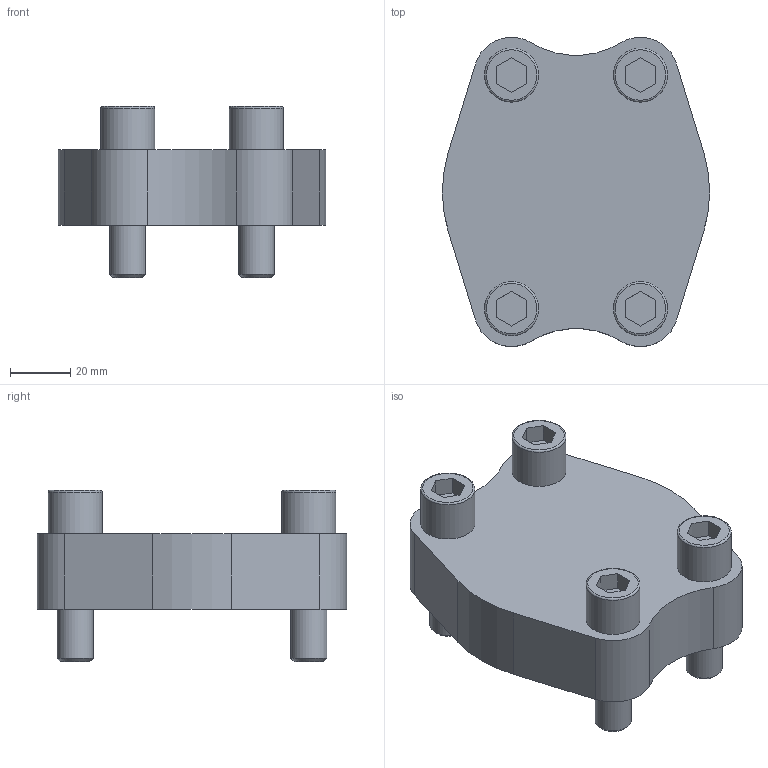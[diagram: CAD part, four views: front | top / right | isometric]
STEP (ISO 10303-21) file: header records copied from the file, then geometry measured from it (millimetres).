
FILE_DESCRIPTION(/* description */ ('STEP AP203'),/* implementation_level */ '2;1');
FILE_NAME(/* name */ 'SAE-Blind Flange AFB 51-3-01',/* time_stamp */ '2023-05-02T11:07:21+02:00',/* author */ ('License CC BY-ND 4.0'),/* organization */ ('CADENAS'),/* preprocessor_version */ 'ST-DEVELOPER v19.3',/* originating_system */ 'PARTsolutions',/* authorisation */ ' ');
FILE_SCHEMA (('CONFIG_CONTROL_DESIGN'));
Length unit declared in the file: millimetre
Products named in the file (1): SAE-Blindflansch AFB 51-3-01
Bounding box: 89 x 102.97 x 57 mm (x, y, z)
Volume: 207181.9 mm3; surface area: 41901.3 mm2
Topology: 1 solids, 1 shells, 88 faces, 187 edges, 123 vertices
Faces by surface type: plane 52, cylinder 27, torus 5, cone 4
Full cylindrical faces by diameter (mm): 12 x4, 12.2 x4, 13 x4, 18 x4, 56.74 x1, 63.8 x2
Entity records: 2828 total; most frequent: DIRECTION 394, CARTESIAN_POINT 361, ORIENTED_EDGE 308, EDGE_CURVE 154, AXIS2_PLACEMENT_3D 151, EDGE_LOOP 138, FACE_BOUND 138, VERTEX_POINT 118
